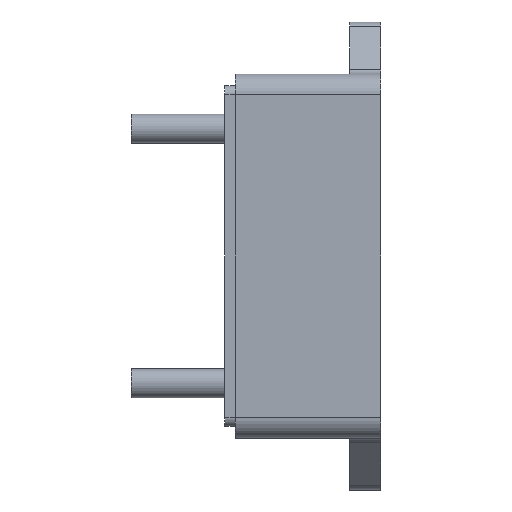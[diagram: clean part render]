
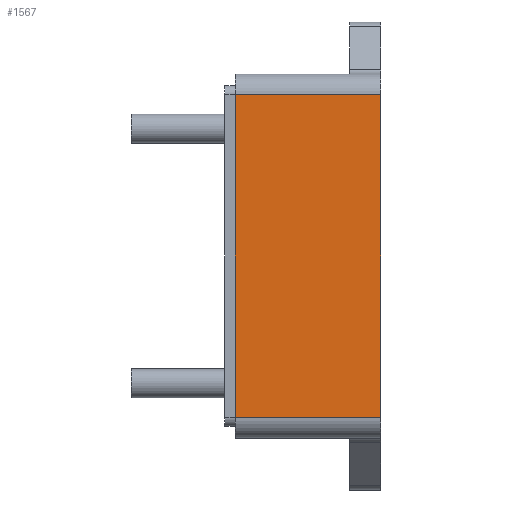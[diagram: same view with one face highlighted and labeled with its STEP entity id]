
A CAD part, left-side view. The second image highlights one B-rep face of the part: STEP entity #1567.
In plain terms, the highlighted planar face has unit normal (-1, 0, 0).
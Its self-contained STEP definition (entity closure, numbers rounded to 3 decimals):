
#45=PLANE('',#1690);
#105=FACE_OUTER_BOUND('',#193,.T.);
#193=EDGE_LOOP('',(#1129,#1130,#1131,#1132));
#302=LINE('',#2342,#464);
#319=LINE('',#2385,#481);
#320=LINE('',#2389,#482);
#321=LINE('',#2390,#483);
#464=VECTOR('',#1865,10.);
#481=VECTOR('',#1900,10.);
#482=VECTOR('',#1905,10.);
#483=VECTOR('',#1906,10.);
#696=VERTEX_POINT('',#2339);
#697=VERTEX_POINT('',#2341);
#714=VERTEX_POINT('',#2384);
#715=VERTEX_POINT('',#2388);
#855=EDGE_CURVE('',#697,#696,#302,.T.);
#877=EDGE_CURVE('',#697,#714,#319,.T.);
#879=EDGE_CURVE('',#715,#696,#320,.T.);
#880=EDGE_CURVE('',#715,#714,#321,.T.);
#1129=ORIENTED_EDGE('',*,*,#855,.T.);
#1130=ORIENTED_EDGE('',*,*,#879,.F.);
#1131=ORIENTED_EDGE('',*,*,#880,.T.);
#1132=ORIENTED_EDGE('',*,*,#877,.F.);
#1567=ADVANCED_FACE('',(#105),#45,.T.);
#1690=AXIS2_PLACEMENT_3D('',#2387,#1903,#1904);
#1865=DIRECTION('',(0.,0.,-1.));
#1900=DIRECTION('',(0.,-1.,0.));
#1903=DIRECTION('center_axis',(-1.,0.,0.));
#1904=DIRECTION('ref_axis',(0.,0.,1.));
#1905=DIRECTION('',(0.,1.,0.));
#1906=DIRECTION('',(0.,0.,1.));
#2339=CARTESIAN_POINT('',(-32.5,14.,-15.5));
#2341=CARTESIAN_POINT('',(-32.5,14.,15.5));
#2342=CARTESIAN_POINT('',(-32.5,14.,-1.));
#2384=CARTESIAN_POINT('',(-32.5,0.,15.5));
#2385=CARTESIAN_POINT('',(-32.5,0.,15.5));
#2387=CARTESIAN_POINT('Origin',(-32.5,0.,-17.5));
#2388=CARTESIAN_POINT('',(-32.5,0.,-15.5));
#2389=CARTESIAN_POINT('',(-32.5,0.,-15.5));
#2390=CARTESIAN_POINT('',(-32.5,0.,-17.5));
